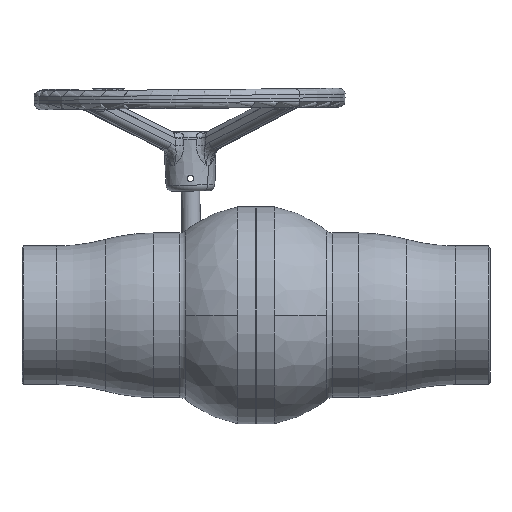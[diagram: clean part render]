
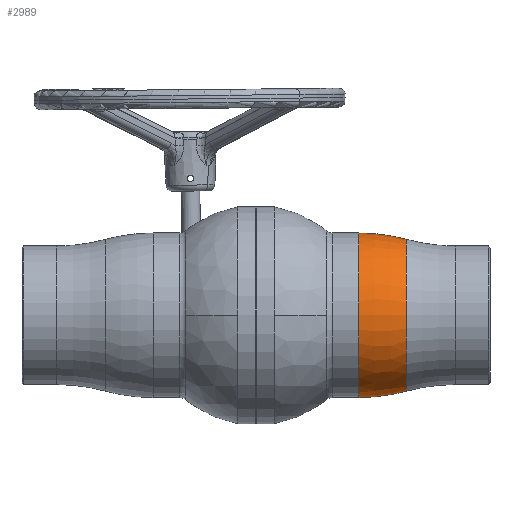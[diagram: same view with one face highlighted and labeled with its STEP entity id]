
A CAD part, front view. The second image highlights one B-rep face of the part: STEP entity #2989.
In plain terms, the highlighted toroidal (fillet/blend) face has major radius 62.25 mm and minor radius 115 mm.
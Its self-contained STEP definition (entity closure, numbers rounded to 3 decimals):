
#339 = DIRECTION ( 'NONE',  ( 0., 0., -1. ) ) ;
#901 = EDGE_CURVE ( 'NONE', #16685, #7904, #8917, .T. ) ;
#1190 = EDGE_LOOP ( 'NONE', ( #42433, #15401, #21182, #29639 ) ) ;
#2989 = ADVANCED_FACE ( 'NONE', ( #41793 ), #9338, .T. ) ;
#3655 = CARTESIAN_POINT ( 'NONE',  ( 66., 138.941, 62.25 ) ) ;
#4452 = EDGE_CURVE ( 'NONE', #39679, #7904, #35331, .T. ) ;
#5278 = EDGE_CURVE ( 'NONE', #13044, #39679, #18301, .T. ) ;
#6129 = DIRECTION ( 'NONE',  ( 0., 0., 1. ) ) ;
#7780 = DIRECTION ( 'NONE',  ( 0., 0., 1. ) ) ;
#7904 = VERTEX_POINT ( 'NONE', #15385 ) ;
#8386 = AXIS2_PLACEMENT_3D ( 'NONE', #39368, #9046, #7780 ) ;
#8684 = CARTESIAN_POINT ( 'NONE',  ( 66., 138.941, 0. ) ) ;
#8917 = CIRCLE ( 'NONE', #35077, 115. ) ;
#9046 = DIRECTION ( 'NONE',  ( 0., 1., 0. ) ) ;
#9338 = TOROIDAL_SURFACE ( 'NONE', #34077, -62.25, 115. ) ;
#12031 = DIRECTION ( 'NONE',  ( 0., 0., 1. ) ) ;
#13044 = VERTEX_POINT ( 'NONE', #23627 ) ;
#15385 = CARTESIAN_POINT ( 'NONE',  ( 96.373, 138.941, -48.667 ) ) ;
#15401 = ORIENTED_EDGE ( 'NONE', *, *, #901, .T. ) ;
#16246 = CARTESIAN_POINT ( 'NONE',  ( 66., 138.941, -52.75 ) ) ;
#16685 = VERTEX_POINT ( 'NONE', #16246 ) ;
#17126 = CARTESIAN_POINT ( 'NONE',  ( 96.373, 138.941, 48.667 ) ) ;
#18301 = CIRCLE ( 'NONE', #8386, 115. ) ;
#18437 = DIRECTION ( 'NONE',  ( 0., 0., 1. ) ) ;
#21182 = ORIENTED_EDGE ( 'NONE', *, *, #4452, .F. ) ;
#22438 = AXIS2_PLACEMENT_3D ( 'NONE', #8684, #28620, #18437 ) ;
#22527 = CARTESIAN_POINT ( 'NONE',  ( 66., 138.941, 0. ) ) ;
#22744 = DIRECTION ( 'NONE',  ( 1., 0., 0. ) ) ;
#23627 = CARTESIAN_POINT ( 'NONE',  ( 66., 138.941, 52.75 ) ) ;
#26965 = EDGE_CURVE ( 'NONE', #13044, #16685, #32340, .T. ) ;
#28620 = DIRECTION ( 'NONE',  ( 1., 0., 0. ) ) ;
#29639 = ORIENTED_EDGE ( 'NONE', *, *, #5278, .F. ) ;
#30674 = DIRECTION ( 'NONE',  ( 0., -1., 0. ) ) ;
#32340 = CIRCLE ( 'NONE', #22438, 52.75 ) ;
#34077 = AXIS2_PLACEMENT_3D ( 'NONE', #22527, #22744, #6129 ) ;
#34830 = CARTESIAN_POINT ( 'NONE',  ( 96.373, 138.941, 0. ) ) ;
#35077 = AXIS2_PLACEMENT_3D ( 'NONE', #3655, #30674, #339 ) ;
#35331 = CIRCLE ( 'NONE', #40290, 48.667 ) ;
#38587 = DIRECTION ( 'NONE',  ( 1., 0., 0. ) ) ;
#39368 = CARTESIAN_POINT ( 'NONE',  ( 66., 138.941, -62.25 ) ) ;
#39679 = VERTEX_POINT ( 'NONE', #17126 ) ;
#40290 = AXIS2_PLACEMENT_3D ( 'NONE', #34830, #38587, #12031 ) ;
#41793 = FACE_OUTER_BOUND ( 'NONE', #1190, .T. ) ;
#42433 = ORIENTED_EDGE ( 'NONE', *, *, #26965, .T. ) ;
